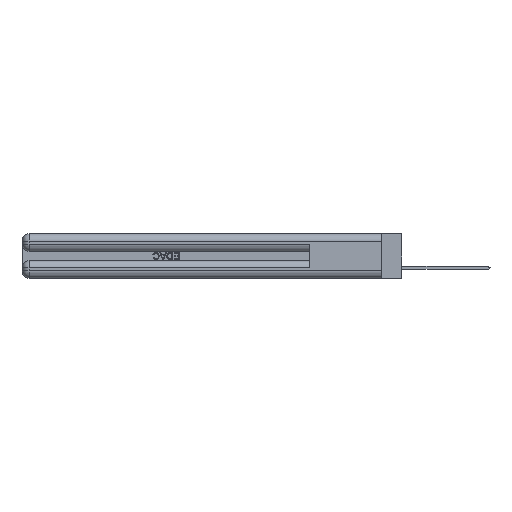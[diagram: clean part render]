
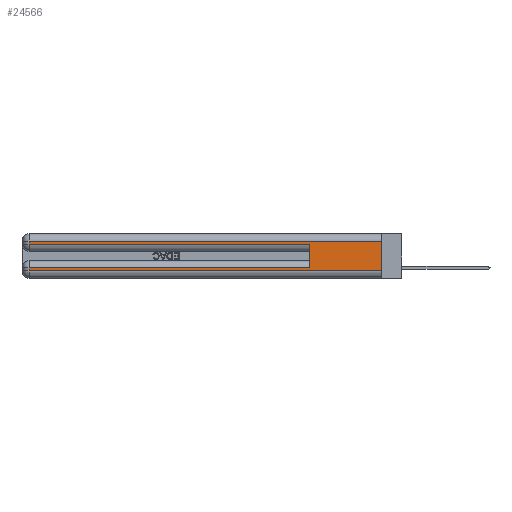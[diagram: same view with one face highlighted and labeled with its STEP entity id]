
A CAD part, left-side view. The second image highlights one B-rep face of the part: STEP entity #24566.
In plain terms, the highlighted planar face has unit normal (-1, 0, 0).
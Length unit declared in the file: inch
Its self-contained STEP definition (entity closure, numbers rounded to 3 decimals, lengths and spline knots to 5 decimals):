
#537 = VERTEX_POINT ( 'NONE', #24809 ) ;
#3876 = DIRECTION ( 'NONE',  ( 0., -1., 0. ) ) ;
#5202 = VERTEX_POINT ( 'NONE', #22113 ) ;
#5514 = VECTOR ( 'NONE', #28261, 39.37008 ) ;
#5528 = CARTESIAN_POINT ( 'NONE',  ( 0., 2.94, 0.37 ) ) ;
#6795 = DIRECTION ( 'NONE',  ( 0., 1., 0. ) ) ;
#7030 = DIRECTION ( 'NONE',  ( 0., 0., -1. ) ) ;
#8016 = ORIENTED_EDGE ( 'NONE', *, *, #23270, .T. ) ;
#8357 = EDGE_CURVE ( 'NONE', #537, #24731, #35841, .T. ) ;
#8640 = EDGE_CURVE ( 'NONE', #32279, #40122, #14655, .T. ) ;
#10468 = EDGE_CURVE ( 'NONE', #38965, #32279, #43847, .T. ) ;
#11629 = VECTOR ( 'NONE', #7030, 39.37008 ) ;
#13925 = CARTESIAN_POINT ( 'NONE',  ( 0., 0., 0.37 ) ) ;
#13972 = AXIS2_PLACEMENT_3D ( 'NONE', #28317, #14291, #42342 ) ;
#14291 = DIRECTION ( 'NONE',  ( 1., 0., 0. ) ) ;
#14655 = LINE ( 'NONE', #24764, #5514 ) ;
#16686 = VECTOR ( 'NONE', #25703, 39.37008 ) ;
#16922 = ORIENTED_EDGE ( 'NONE', *, *, #8357, .F. ) ;
#17757 = VECTOR ( 'NONE', #6795, 39.37008 ) ;
#18464 = ORIENTED_EDGE ( 'NONE', *, *, #38467, .T. ) ;
#19875 = CARTESIAN_POINT ( 'NONE',  ( 0., 2.94, 0.085 ) ) ;
#20349 = VECTOR ( 'NONE', #3876, 39.37008 ) ;
#20892 = CARTESIAN_POINT ( 'NONE',  ( 0., 0., 0.285 ) ) ;
#21922 = ORIENTED_EDGE ( 'NONE', *, *, #10468, .T. ) ;
#22113 = CARTESIAN_POINT ( 'NONE',  ( 0., 0., 0.06 ) ) ;
#22661 = ORIENTED_EDGE ( 'NONE', *, *, #35807, .T. ) ;
#23270 = EDGE_CURVE ( 'NONE', #37464, #43356, #25210, .T. ) ;
#24566 = ADVANCED_FACE ( 'NONE', ( #31160 ), #35125, .F. ) ;
#24731 = VERTEX_POINT ( 'NONE', #27025 ) ;
#24764 = CARTESIAN_POINT ( 'NONE',  ( 0., 2.94, 0.37 ) ) ;
#24809 = CARTESIAN_POINT ( 'NONE',  ( 0., 0.6, 0.085 ) ) ;
#24842 = CARTESIAN_POINT ( 'NONE',  ( 0., 2.94, 0.31 ) ) ;
#25210 = LINE ( 'NONE', #5528, #11629 ) ;
#25588 = VECTOR ( 'NONE', #40894, 39.37008 ) ;
#25703 = DIRECTION ( 'NONE',  ( 0., -1., 0. ) ) ;
#26835 = CARTESIAN_POINT ( 'NONE',  ( 0., 0.6, 0.145 ) ) ;
#27025 = CARTESIAN_POINT ( 'NONE',  ( 0., 0.6, 0.285 ) ) ;
#28261 = DIRECTION ( 'NONE',  ( 0., 0., -1. ) ) ;
#28317 = CARTESIAN_POINT ( 'NONE',  ( 0., 0., 0.37 ) ) ;
#28594 = CARTESIAN_POINT ( 'NONE',  ( 0., 0., 0.06 ) ) ;
#29535 = EDGE_CURVE ( 'NONE', #537, #37464, #36692, .T. ) ;
#31160 = FACE_OUTER_BOUND ( 'NONE', #43021, .T. ) ;
#31656 = DIRECTION ( 'NONE',  ( 0., 0., -1. ) ) ;
#31747 = CARTESIAN_POINT ( 'NONE',  ( 0., 2.94, 0.285 ) ) ;
#32279 = VERTEX_POINT ( 'NONE', #24842 ) ;
#32653 = DIRECTION ( 'NONE',  ( 0., 1., 0. ) ) ;
#33002 = ORIENTED_EDGE ( 'NONE', *, *, #29535, .T. ) ;
#33792 = VECTOR ( 'NONE', #31656, 39.37008 ) ;
#34450 = LINE ( 'NONE', #20892, #20349 ) ;
#35125 = PLANE ( 'NONE',  #13972 ) ;
#35583 = VECTOR ( 'NONE', #32653, 39.37008 ) ;
#35807 = EDGE_CURVE ( 'NONE', #40122, #24731, #34450, .T. ) ;
#35841 = LINE ( 'NONE', #26835, #25588 ) ;
#36552 = CARTESIAN_POINT ( 'NONE',  ( 0., 2.94, 0.06 ) ) ;
#36692 = LINE ( 'NONE', #39623, #35583 ) ;
#37301 = ORIENTED_EDGE ( 'NONE', *, *, #37658, .F. ) ;
#37464 = VERTEX_POINT ( 'NONE', #19875 ) ;
#37571 = CARTESIAN_POINT ( 'NONE',  ( 0., 0., 0.31 ) ) ;
#37614 = LINE ( 'NONE', #13925, #33792 ) ;
#37658 = EDGE_CURVE ( 'NONE', #38965, #5202, #37614, .T. ) ;
#38467 = EDGE_CURVE ( 'NONE', #43356, #5202, #42118, .T. ) ;
#38613 = ORIENTED_EDGE ( 'NONE', *, *, #8640, .T. ) ;
#38965 = VERTEX_POINT ( 'NONE', #42593 ) ;
#39623 = CARTESIAN_POINT ( 'NONE',  ( 0., 0., 0.085 ) ) ;
#40122 = VERTEX_POINT ( 'NONE', #31747 ) ;
#40894 = DIRECTION ( 'NONE',  ( 0., 0., 1. ) ) ;
#42118 = LINE ( 'NONE', #28594, #16686 ) ;
#42342 = DIRECTION ( 'NONE',  ( 0., 0., -1. ) ) ;
#42593 = CARTESIAN_POINT ( 'NONE',  ( 0., 0., 0.31 ) ) ;
#43021 = EDGE_LOOP ( 'NONE', ( #37301, #21922, #38613, #22661, #16922, #33002, #8016, #18464 ) ) ;
#43356 = VERTEX_POINT ( 'NONE', #36552 ) ;
#43847 = LINE ( 'NONE', #37571, #17757 ) ;
